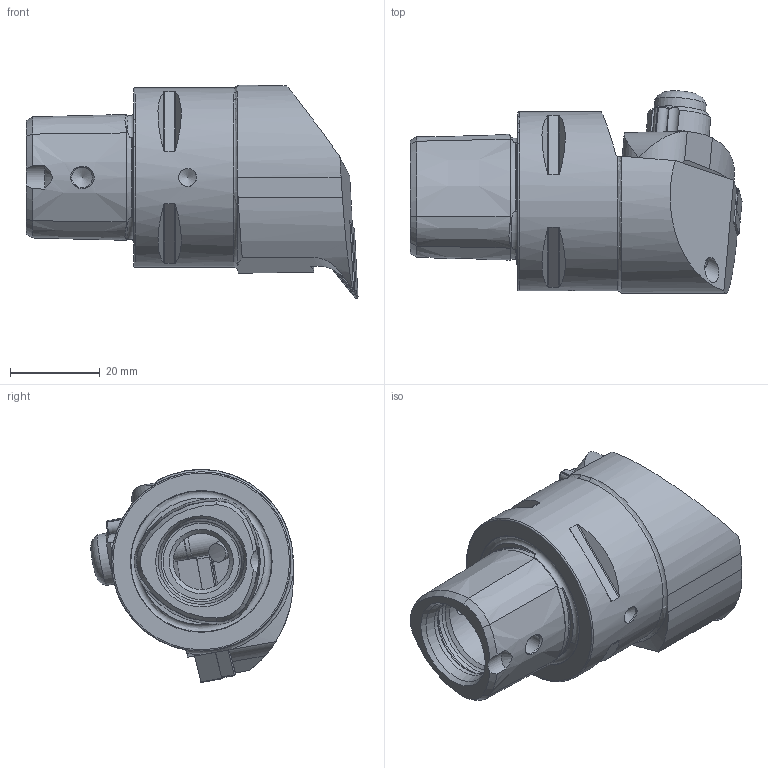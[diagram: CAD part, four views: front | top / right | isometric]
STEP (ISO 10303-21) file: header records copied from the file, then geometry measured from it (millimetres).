
FILE_DESCRIPTION (( 'STEP AP214' ), '1' );
FILE_NAME ('PS4.KVD.RUA.050.STEP', '2020-11-20T13:44:20', ( '' ), ( '' ), 'SwSTEP 2.0', 'SolidWorks 2017', '' );
FILE_SCHEMA (( 'AUTOMOTIVE_DESIGN' ));
Length unit declared in the file: millimetre
Products named in the file (10): KVT_MB_600_050; ISO 13337 - 3 x 12_PreviewCfg; WCC-ER4.103.032_A; WCC-ER2.001.010_A; VNMG160404; WVD-ER2.101.003_A; WCC-ER5.102.012_B; WCC-ER3.102.029_C; PS4.KVD.RUA.050; PS4-KVD.RUA.050_A
Assembly tree (9 placements, depth 2):
  PS4.KVD.RUA.050
    PS4-KVD.RUA.050_A
    WVD-ER2.101.003_A
    WCC-ER2.001.010_A
    VNMG160404
    WCC-ER3.102.029_C
    WCC-ER5.102.012_B
    WCC-ER4.103.032_A
    ISO 13337 - 3 x 12_PreviewCfg
    KVT_MB_600_050
Bounding box: 74 x 45.12 x 47.5 mm (x, y, z)
Volume: 58444.9 mm3; surface area: 18364.3 mm2
Topology: 10 solids, 10 shells, 312 faces, 767 edges, 478 vertices
Faces by surface type: plane 99, cylinder 87, cone 85, torus 28, bspline 12, sphere 1
Full cylindrical faces by diameter (mm): 2 x3, 3 x2, 3.3 x1, 3.8 x1, 4 x2, 4.2 x1, 4.6 x2, 4.95 x1, 5 x5, 6 x1, 6.2 x4, 6.8 x1, 6.9 x1, 7 x3, 8.5 x1, 11.5 x1, 12.5 x1, 18 x2, 20 x1, 40 x1
Entity records: 10467 total; most frequent: CARTESIAN_POINT 3473, DIRECTION 1308, ORIENTED_EDGE 1282, EDGE_CURVE 641, AXIS2_PLACEMENT_3D 542, VERTEX_POINT 445, EDGE_LOOP 424, FACE_OUTER_BOUND 358
